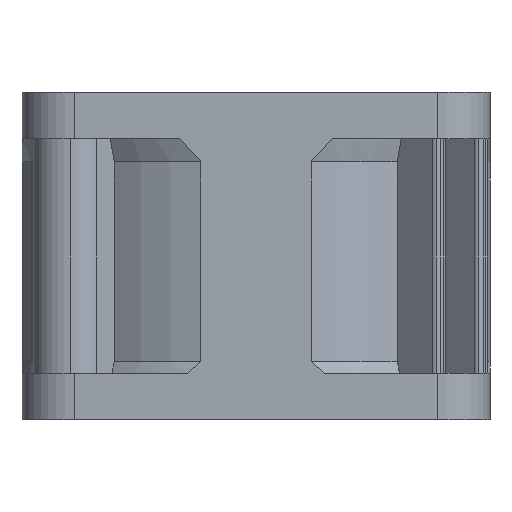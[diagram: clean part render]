
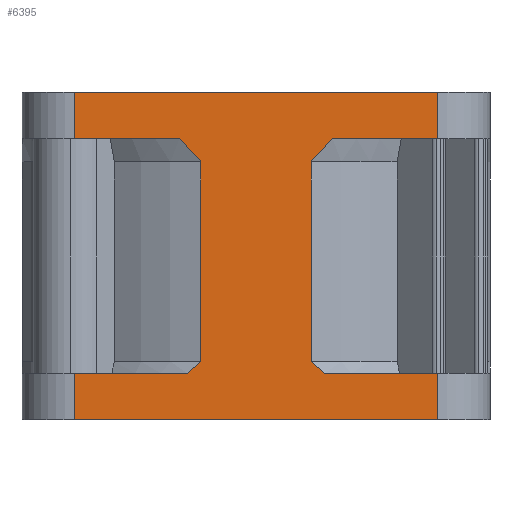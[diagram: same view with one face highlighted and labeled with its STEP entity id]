
A CAD part, left-side view. The second image highlights one B-rep face of the part: STEP entity #6395.
In plain terms, the highlighted planar face has unit normal (-1, 0, 0).
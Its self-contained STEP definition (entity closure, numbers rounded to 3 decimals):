
#1480=CARTESIAN_POINT('',(-20.15,15.65,14.1));
#1481=VERTEX_POINT('',#1480);
#1489=CARTESIAN_POINT('',(-20.15,-15.65,14.1));
#1490=VERTEX_POINT('',#1489);
#1491=CARTESIAN_POINT('',(-20.15,-15.65,14.1));
#1492=DIRECTION('',(0.0,1.0,0.0));
#1493=VECTOR('',#1492,31.3);
#1494=LINE('',#1491,#1493);
#1495=EDGE_CURVE('',#1490,#1481,#1494,.T.);
#2590=CARTESIAN_POINT('',(-20.15,-15.65,-14.1));
#2591=VERTEX_POINT('',#2590);
#2599=CARTESIAN_POINT('',(-20.15,15.65,-14.1));
#2600=VERTEX_POINT('',#2599);
#2601=CARTESIAN_POINT('',(-20.15,15.65,-14.1));
#2602=DIRECTION('',(0.0,-1.0,0.0));
#2603=VECTOR('',#2602,31.3);
#2604=LINE('',#2601,#2603);
#2605=EDGE_CURVE('',#2600,#2591,#2604,.T.);
#3942=CARTESIAN_POINT('',(-20.15,-5.914,-10.1));
#3943=VERTEX_POINT('',#3942);
#3951=CARTESIAN_POINT('',(-20.15,-15.65,-10.1));
#3952=VERTEX_POINT('',#3951);
#3953=CARTESIAN_POINT('',(-20.15,-15.65,-10.1));
#3954=DIRECTION('',(0.0,1.0,0.0));
#3955=VECTOR('',#3954,9.736);
#3956=LINE('',#3953,#3955);
#3957=EDGE_CURVE('',#3952,#3943,#3956,.T.);
#4226=CARTESIAN_POINT('',(-20.15,-15.65,10.1));
#4227=VERTEX_POINT('',#4226);
#4235=CARTESIAN_POINT('',(-20.15,-6.589,10.1));
#4236=VERTEX_POINT('',#4235);
#4237=CARTESIAN_POINT('',(-20.15,-6.589,10.1));
#4238=DIRECTION('',(0.0,-1.0,0.0));
#4239=VECTOR('',#4238,9.061);
#4240=LINE('',#4237,#4239);
#4241=EDGE_CURVE('',#4236,#4227,#4240,.T.);
#4980=CARTESIAN_POINT('',(-20.15,-4.74,8.1));
#4981=VERTEX_POINT('',#4980);
#4982=CARTESIAN_POINT('',(-20.15,-4.74,8.1));
#4983=CARTESIAN_POINT('',(-20.15,-5.654,8.937));
#4984=CARTESIAN_POINT('',(-20.15,-6.589,10.1));
#4992=(BOUNDED_CURVE()B_SPLINE_CURVE(2,(#4982,#4983,#4984),.UNSPECIFIED.,.F.,.U.)B_SPLINE_CURVE_WITH_KNOTS((3,3),(0.0,2.726),.UNSPECIFIED.)CURVE()GEOMETRIC_REPRESENTATION_ITEM()RATIONAL_B_SPLINE_CURVE((1.0,1.001,1.0))REPRESENTATION_ITEM(''));
#4993=EDGE_CURVE('',#4981,#4236,#4992,.T.);
#5063=CARTESIAN_POINT('',(-20.15,-4.74,-9.1));
#5064=VERTEX_POINT('',#5063);
#5065=CARTESIAN_POINT('',(-20.15,-4.74,-9.1));
#5066=DIRECTION('',(0.0,0.0,1.0));
#5067=VECTOR('',#5066,17.2);
#5068=LINE('',#5065,#5067);
#5069=EDGE_CURVE('',#5064,#4981,#5068,.T.);
#5124=CARTESIAN_POINT('',(-20.15,-5.914,-10.1));
#5125=CARTESIAN_POINT('',(-20.15,-5.323,-9.545));
#5126=CARTESIAN_POINT('',(-20.15,-4.74,-9.1));
#5134=(BOUNDED_CURVE()B_SPLINE_CURVE(2,(#5124,#5125,#5126),.UNSPECIFIED.,.F.,.U.)B_SPLINE_CURVE_WITH_KNOTS((3,3),(0.0,1.543),.UNSPECIFIED.)CURVE()GEOMETRIC_REPRESENTATION_ITEM()RATIONAL_B_SPLINE_CURVE((1.0,1.,1.0))REPRESENTATION_ITEM(''));
#5135=EDGE_CURVE('',#3943,#5064,#5134,.T.);
#5921=CARTESIAN_POINT('',(-20.15,6.589,10.1));
#5922=VERTEX_POINT('',#5921);
#5930=CARTESIAN_POINT('',(-20.15,15.65,10.1));
#5931=VERTEX_POINT('',#5930);
#5932=CARTESIAN_POINT('',(-20.15,15.65,10.1));
#5933=DIRECTION('',(0.0,-1.0,0.0));
#5934=VECTOR('',#5933,9.061);
#5935=LINE('',#5932,#5934);
#5936=EDGE_CURVE('',#5931,#5922,#5935,.T.);
#5971=CARTESIAN_POINT('',(-20.15,4.74,8.1));
#5972=VERTEX_POINT('',#5971);
#5980=CARTESIAN_POINT('',(-20.15,6.589,10.1));
#5981=CARTESIAN_POINT('',(-20.15,5.654,8.937));
#5982=CARTESIAN_POINT('',(-20.15,4.74,8.1));
#5990=(BOUNDED_CURVE()B_SPLINE_CURVE(2,(#5980,#5981,#5982),.UNSPECIFIED.,.F.,.U.)B_SPLINE_CURVE_WITH_KNOTS((3,3),(0.0,2.726),.UNSPECIFIED.)CURVE()GEOMETRIC_REPRESENTATION_ITEM()RATIONAL_B_SPLINE_CURVE((1.0,1.001,1.0))REPRESENTATION_ITEM(''));
#5991=EDGE_CURVE('',#5922,#5972,#5990,.T.);
#6003=CARTESIAN_POINT('',(-20.15,4.74,-9.1));
#6004=VERTEX_POINT('',#6003);
#6012=CARTESIAN_POINT('',(-20.15,4.74,8.1));
#6013=DIRECTION('',(0.0,0.0,-1.0));
#6014=VECTOR('',#6013,17.2);
#6015=LINE('',#6012,#6014);
#6016=EDGE_CURVE('',#5972,#6004,#6015,.T.);
#6028=CARTESIAN_POINT('',(-20.15,5.914,-10.1));
#6029=VERTEX_POINT('',#6028);
#6037=CARTESIAN_POINT('',(-20.15,4.74,-9.1));
#6038=CARTESIAN_POINT('',(-20.15,5.323,-9.545));
#6039=CARTESIAN_POINT('',(-20.15,5.914,-10.1));
#6047=(BOUNDED_CURVE()B_SPLINE_CURVE(2,(#6037,#6038,#6039),.UNSPECIFIED.,.F.,.U.)B_SPLINE_CURVE_WITH_KNOTS((3,3),(0.0,1.543),.UNSPECIFIED.)CURVE()GEOMETRIC_REPRESENTATION_ITEM()RATIONAL_B_SPLINE_CURVE((1.0,1.,1.0))REPRESENTATION_ITEM(''));
#6048=EDGE_CURVE('',#6004,#6029,#6047,.T.);
#6198=CARTESIAN_POINT('',(-20.15,15.65,-10.1));
#6199=VERTEX_POINT('',#6198);
#6207=CARTESIAN_POINT('',(-20.15,5.914,-10.1));
#6208=DIRECTION('',(0.0,1.0,0.0));
#6209=VECTOR('',#6208,9.736);
#6210=LINE('',#6207,#6209);
#6211=EDGE_CURVE('',#6029,#6199,#6210,.T.);
#6348=CARTESIAN_POINT('',(-20.15,15.65,-10.1));
#6349=DIRECTION('',(0.0,0.0,-1.0));
#6350=VECTOR('',#6349,4.);
#6351=LINE('',#6348,#6350);
#6352=EDGE_CURVE('',#6199,#2600,#6351,.T.);
#6357=CARTESIAN_POINT('',(-20.15,15.65,14.1));
#6358=DIRECTION('',(-1.0,0.0,0.0));
#6359=DIRECTION('',(0.0,0.0,1.0));
#6360=AXIS2_PLACEMENT_3D('',#6357,#6358,#6359);
#6361=PLANE('',#6360);
#6362=ORIENTED_EDGE('',*,*,#5936,.T.);
#6363=ORIENTED_EDGE('',*,*,#5991,.T.);
#6364=ORIENTED_EDGE('',*,*,#6016,.T.);
#6365=ORIENTED_EDGE('',*,*,#6048,.T.);
#6366=ORIENTED_EDGE('',*,*,#6211,.T.);
#6367=ORIENTED_EDGE('',*,*,#6352,.T.);
#6368=ORIENTED_EDGE('',*,*,#2605,.T.);
#6369=CARTESIAN_POINT('',(-20.15,-15.65,-10.1));
#6370=DIRECTION('',(0.0,0.0,-1.0));
#6371=VECTOR('',#6370,4.);
#6372=LINE('',#6369,#6371);
#6373=EDGE_CURVE('',#3952,#2591,#6372,.T.);
#6374=ORIENTED_EDGE('',*,*,#6373,.F.);
#6375=ORIENTED_EDGE('',*,*,#3957,.T.);
#6376=ORIENTED_EDGE('',*,*,#5135,.T.);
#6377=ORIENTED_EDGE('',*,*,#5069,.T.);
#6378=ORIENTED_EDGE('',*,*,#4993,.T.);
#6379=ORIENTED_EDGE('',*,*,#4241,.T.);
#6380=CARTESIAN_POINT('',(-20.15,-15.65,14.1));
#6381=DIRECTION('',(0.0,0.0,-1.0));
#6382=VECTOR('',#6381,4.);
#6383=LINE('',#6380,#6382);
#6384=EDGE_CURVE('',#1490,#4227,#6383,.T.);
#6385=ORIENTED_EDGE('',*,*,#6384,.F.);
#6386=ORIENTED_EDGE('',*,*,#1495,.T.);
#6387=CARTESIAN_POINT('',(-20.15,15.65,14.1));
#6388=DIRECTION('',(0.0,0.0,-1.0));
#6389=VECTOR('',#6388,4.);
#6390=LINE('',#6387,#6389);
#6391=EDGE_CURVE('',#1481,#5931,#6390,.T.);
#6392=ORIENTED_EDGE('',*,*,#6391,.T.);
#6393=EDGE_LOOP('',(#6362,#6363,#6364,#6365,#6366,#6367,#6368,#6374,#6375,#6376,#6377,#6378,#6379,#6385,#6386,#6392));
#6394=FACE_OUTER_BOUND('',#6393,.T.);
#6395=ADVANCED_FACE('',(#6394),#6361,.T.);
